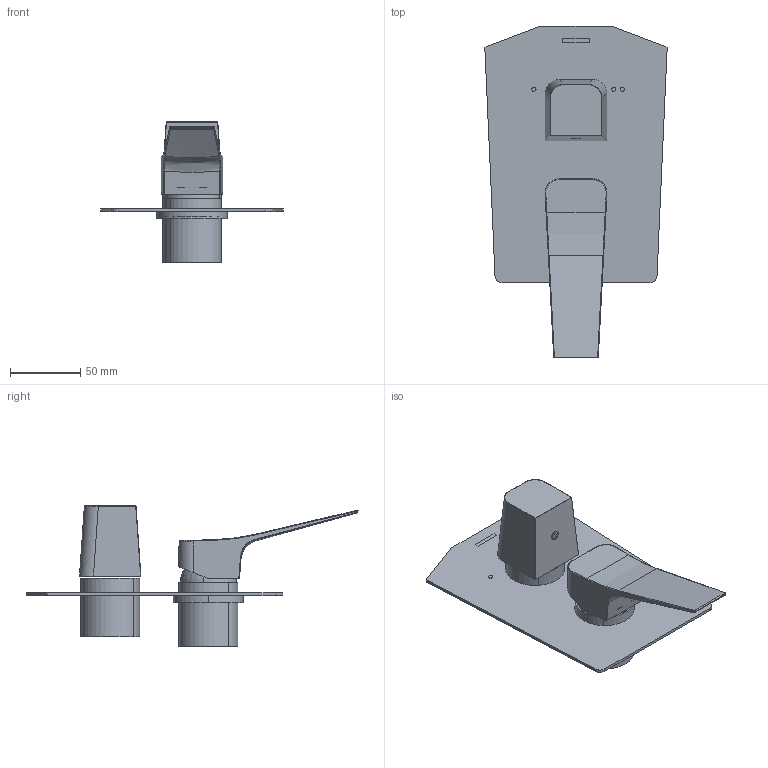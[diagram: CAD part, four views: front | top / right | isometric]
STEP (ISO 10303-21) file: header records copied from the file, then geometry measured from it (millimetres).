
FILE_DESCRIPTION (( 'STEP AP203' ), '1' );
FILE_NAME ('42DP09577.STEP', '2024-01-12T06:53:40', ( '' ), ( '' ), 'SwSTEP 2.0', 'SolidWorks 2021', '' );
FILE_SCHEMA (( 'CONFIG_CONTROL_DESIGN' ));
Length unit declared in the file: millimetre
Products named in the file (1): 42DP09577
Bounding box: 129.99 x 236.64 x 99.95 mm (x, y, z)
Volume: 128307.6 mm3; surface area: 106299.9 mm2
Topology: 8 solids, 8 shells, 414 faces, 1017 edges, 639 vertices
Faces by surface type: plane 170, cylinder 149, bspline 42, cone 23, torus 20, sphere 10
Entity records: 18688 total; most frequent: CARTESIAN_POINT 9326, ORIENTED_EDGE 2022, DIRECTION 1834, EDGE_CURVE 1011, AXIS2_PLACEMENT_3D 673, VERTEX_POINT 639, VECTOR 488, LINE 488
